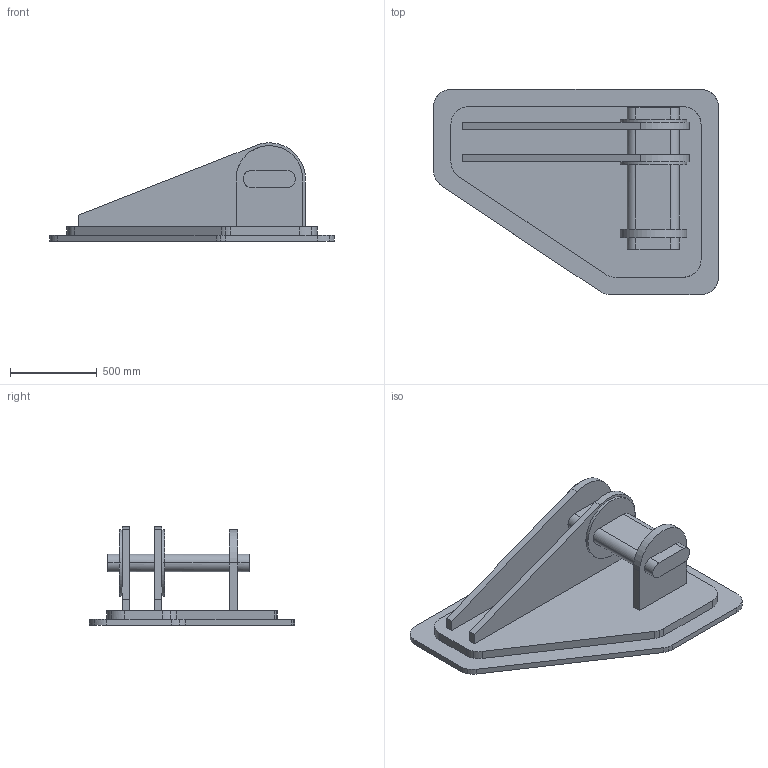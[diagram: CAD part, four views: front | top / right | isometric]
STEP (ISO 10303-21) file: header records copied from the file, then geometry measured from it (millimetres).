
FILE_DESCRIPTION(('FreeCAD Model'),'2;1');
FILE_NAME('Open CASCADE Shape Model','2025-05-05T10:54:01',('FreeCAD'),( 'FreeCAD'),'Open CASCADE STEP processor 7.6','FreeCAD','Unknown');
FILE_SCHEMA(('AUTOMOTIVE_DESIGN { 1 0 10303 214 1 1 1 1 }'));
Length unit declared in the file: millimetre
Products named in the file (1): Open CASCADE STEP translator 7.6 1
Bounding box: 1638.78 x 1179.92 x 565.94 mm (x, y, z)
Volume: 173023955.8 mm3; surface area: 8244697.6 mm2
Topology: 2 solids, 2 shells, 83 faces, 220 edges, 148 vertices
Faces by surface type: bspline 83
Entity records: 2405 total; most frequent: CARTESIAN_POINT 1137, ORIENTED_EDGE 440, EDGE_CURVE 220, VERTEX_POINT 148, B_SPLINE_CURVE_WITH_KNOTS 130, FACE_BOUND 94, EDGE_LOOP 94, ADVANCED_FACE 83
